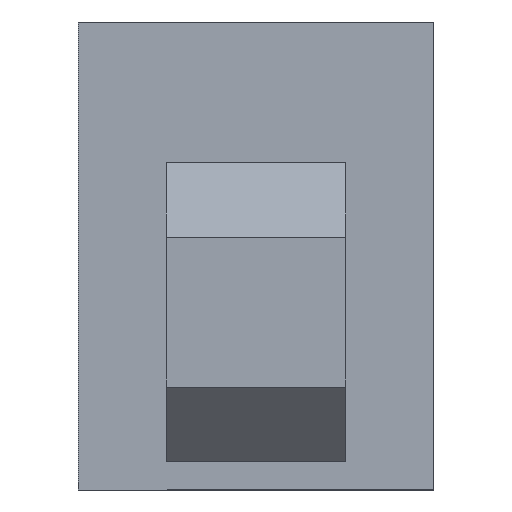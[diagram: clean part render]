
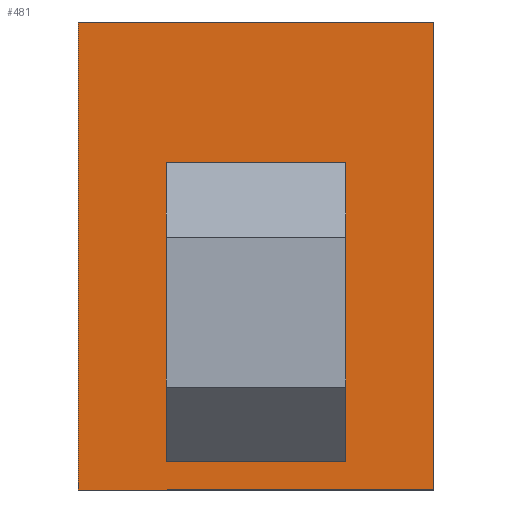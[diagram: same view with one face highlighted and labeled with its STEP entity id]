
A CAD part, front view. The second image highlights one B-rep face of the part: STEP entity #481.
In plain terms, the highlighted planar face has unit normal (0, -1, 0).
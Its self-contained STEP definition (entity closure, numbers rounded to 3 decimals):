
#10 = CARTESIAN_POINT ( 'NONE',  ( 9.5, 0., -9.5 ) ) ;
#15 = VECTOR ( 'NONE', #19, 1000. ) ;
#19 = DIRECTION ( 'NONE',  ( -1., 0., 0. ) ) ;
#32 = LINE ( 'NONE', #236, #1365 ) ;
#40 = ORIENTED_EDGE ( 'NONE', *, *, #438, .T. ) ;
#59 = VERTEX_POINT ( 'NONE', #473 ) ;
#67 = VECTOR ( 'NONE', #1489, 1000. ) ;
#137 = DIRECTION ( 'NONE',  ( -1., 0., 0. ) ) ;
#140 = CARTESIAN_POINT ( 'NONE',  ( 4.4, 0., 15.5 ) ) ;
#166 = CARTESIAN_POINT ( 'NONE',  ( -4.4, 0., 0. ) ) ;
#169 = EDGE_LOOP ( 'NONE', ( #864, #1099, #635, #1202, #295, #277 ) ) ;
#171 = VERTEX_POINT ( 'NONE', #505 ) ;
#205 = VERTEX_POINT ( 'NONE', #716 ) ;
#218 = AXIS2_PLACEMENT_3D ( 'NONE', #1008, #1251, #1359 ) ;
#236 = CARTESIAN_POINT ( 'NONE',  ( 9.25, 0., -9.5 ) ) ;
#243 = EDGE_CURVE ( 'NONE', #1020, #375, #590, .T. ) ;
#277 = ORIENTED_EDGE ( 'NONE', *, *, #580, .T. ) ;
#289 = VERTEX_POINT ( 'NONE', #166 ) ;
#295 = ORIENTED_EDGE ( 'NONE', *, *, #243, .T. ) ;
#297 = DIRECTION ( 'NONE',  ( 1., 0., 0. ) ) ;
#298 = EDGE_CURVE ( 'NONE', #171, #1462, #821, .T. ) ;
#324 = VECTOR ( 'NONE', #537, 1000. ) ;
#374 = ORIENTED_EDGE ( 'NONE', *, *, #1180, .F. ) ;
#375 = VERTEX_POINT ( 'NONE', #760 ) ;
#390 = EDGE_CURVE ( 'NONE', #1128, #171, #1424, .T. ) ;
#413 = DIRECTION ( 'NONE',  ( 0., 0., 1. ) ) ;
#438 = EDGE_CURVE ( 'NONE', #1462, #512, #998, .T. ) ;
#447 = EDGE_CURVE ( 'NONE', #205, #1020, #1311, .T. ) ;
#451 = LINE ( 'NONE', #1028, #567 ) ;
#456 = AXIS2_PLACEMENT_3D ( 'NONE', #1352, #1471, #297 ) ;
#463 = DIRECTION ( 'NONE',  ( 0., 0., -1. ) ) ;
#473 = CARTESIAN_POINT ( 'NONE',  ( 0.45, 0., 4.85 ) ) ;
#481 = ADVANCED_FACE ( 'NONE', ( #547, #1496 ), #886, .T. ) ;
#505 = CARTESIAN_POINT ( 'NONE',  ( 9.5, 0., 15.5 ) ) ;
#511 = DIRECTION ( 'NONE',  ( 0., 1., 0. ) ) ;
#512 = VERTEX_POINT ( 'NONE', #560 ) ;
#537 = DIRECTION ( 'NONE',  ( 0., 0., -1. ) ) ;
#547 = FACE_BOUND ( 'NONE', #169, .T. ) ;
#553 = CARTESIAN_POINT ( 'NONE',  ( 9.5, 0., 15.5 ) ) ;
#560 = CARTESIAN_POINT ( 'NONE',  ( -9.5, 0., -9.5 ) ) ;
#567 = VECTOR ( 'NONE', #1160, 1000. ) ;
#580 = EDGE_CURVE ( 'NONE', #375, #289, #451, .T. ) ;
#586 = LINE ( 'NONE', #140, #955 ) ;
#590 = LINE ( 'NONE', #629, #15 ) ;
#629 = CARTESIAN_POINT ( 'NONE',  ( 9.25, 0., -4.85 ) ) ;
#635 = ORIENTED_EDGE ( 'NONE', *, *, #1207, .T. ) ;
#640 = CARTESIAN_POINT ( 'NONE',  ( 9.25, 0., 15.5 ) ) ;
#699 = EDGE_LOOP ( 'NONE', ( #1295, #792, #40, #374 ) ) ;
#716 = CARTESIAN_POINT ( 'NONE',  ( 4.4, 0., 0. ) ) ;
#760 = CARTESIAN_POINT ( 'NONE',  ( -4.4, 0., -4.85 ) ) ;
#792 = ORIENTED_EDGE ( 'NONE', *, *, #298, .T. ) ;
#821 = LINE ( 'NONE', #640, #1199 ) ;
#864 = ORIENTED_EDGE ( 'NONE', *, *, #1269, .T. ) ;
#886 = PLANE ( 'NONE',  #218 ) ;
#955 = VECTOR ( 'NONE', #463, 1000. ) ;
#959 = DIRECTION ( 'NONE',  ( -1., 0., 0. ) ) ;
#998 = LINE ( 'NONE', #1464, #324 ) ;
#1008 = CARTESIAN_POINT ( 'NONE',  ( 9.25, 0., 15.5 ) ) ;
#1020 = VERTEX_POINT ( 'NONE', #1267 ) ;
#1028 = CARTESIAN_POINT ( 'NONE',  ( -4.4, 0., 15.5 ) ) ;
#1092 = AXIS2_PLACEMENT_3D ( 'NONE', #1441, #511, #959 ) ;
#1099 = ORIENTED_EDGE ( 'NONE', *, *, #1513, .T. ) ;
#1104 = LINE ( 'NONE', #1474, #67 ) ;
#1105 = CARTESIAN_POINT ( 'NONE',  ( -9.5, 0., 15.5 ) ) ;
#1128 = VERTEX_POINT ( 'NONE', #10 ) ;
#1160 = DIRECTION ( 'NONE',  ( 0., 0., 1. ) ) ;
#1180 = EDGE_CURVE ( 'NONE', #1128, #512, #32, .T. ) ;
#1199 = VECTOR ( 'NONE', #1204, 1000. ) ;
#1202 = ORIENTED_EDGE ( 'NONE', *, *, #447, .T. ) ;
#1204 = DIRECTION ( 'NONE',  ( -1., 0., 0. ) ) ;
#1207 = EDGE_CURVE ( 'NONE', #1299, #205, #586, .T. ) ;
#1209 = CARTESIAN_POINT ( 'NONE',  ( 4.4, 0., 4.85 ) ) ;
#1251 = DIRECTION ( 'NONE',  ( 0., -1., 0. ) ) ;
#1267 = CARTESIAN_POINT ( 'NONE',  ( -0.45, 0., -4.85 ) ) ;
#1269 = EDGE_CURVE ( 'NONE', #289, #59, #1473, .T. ) ;
#1295 = ORIENTED_EDGE ( 'NONE', *, *, #390, .T. ) ;
#1299 = VERTEX_POINT ( 'NONE', #1209 ) ;
#1311 = CIRCLE ( 'NONE', #456, 4.85 ) ;
#1352 = CARTESIAN_POINT ( 'NONE',  ( -0.45, 0., 0. ) ) ;
#1359 = DIRECTION ( 'NONE',  ( 0., 0., -1. ) ) ;
#1365 = VECTOR ( 'NONE', #137, 1000. ) ;
#1424 = LINE ( 'NONE', #553, #1475 ) ;
#1441 = CARTESIAN_POINT ( 'NONE',  ( 0.45, 0., 0. ) ) ;
#1462 = VERTEX_POINT ( 'NONE', #1105 ) ;
#1464 = CARTESIAN_POINT ( 'NONE',  ( -9.5, 0., 3. ) ) ;
#1471 = DIRECTION ( 'NONE',  ( 0., 1., 0. ) ) ;
#1473 = CIRCLE ( 'NONE', #1092, 4.85 ) ;
#1474 = CARTESIAN_POINT ( 'NONE',  ( 9.25, 0., 4.85 ) ) ;
#1475 = VECTOR ( 'NONE', #413, 1000. ) ;
#1489 = DIRECTION ( 'NONE',  ( 1., 0., 0. ) ) ;
#1496 = FACE_OUTER_BOUND ( 'NONE', #699, .T. ) ;
#1513 = EDGE_CURVE ( 'NONE', #59, #1299, #1104, .T. ) ;
